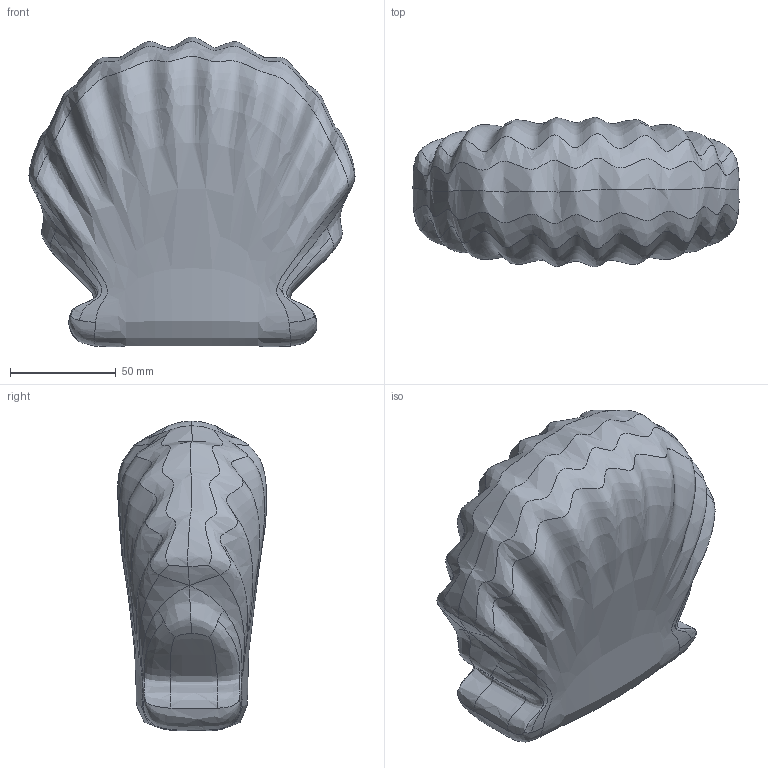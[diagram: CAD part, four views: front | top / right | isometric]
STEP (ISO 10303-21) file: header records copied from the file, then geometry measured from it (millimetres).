
FILE_DESCRIPTION(/* description */ (''),/* implementation_level */ '2;1');
FILE_NAME(/* name */ 'shell-4 v8.step',/* time_stamp */ '2023-02-26T18:45:42Z',/* author */ (''),/* organization */ (''),/* preprocessor_version */ 'ST-DEVELOPER v19.2',/* originating_system */ 'Autodesk Translation Framework v11.17.0.187',/* authorisation */ '');
FILE_SCHEMA (('AUTOMOTIVE_DESIGN { 1 0 10303 214 3 1 1 }'));
Length unit declared in the file: millimetre
Products named in the file (1): shell-4
Bounding box: 154.5 x 70.86 x 146.86 mm (x, y, z)
Volume: 923166.2 mm3; surface area: 57233.4 mm2
Topology: 1 solids, 1 shells, 29 faces, 69 edges, 42 vertices
Faces by surface type: bspline 29
Entity records: 6332 total; most frequent: CARTESIAN_POINT 5858, ORIENTED_EDGE 138, B_SPLINE_CURVE_WITH_KNOTS 69, EDGE_CURVE 69, VERTEX_POINT 42, FACE_OUTER_BOUND 29, EDGE_LOOP 29, B_SPLINE_SURFACE_WITH_KNOTS 29
